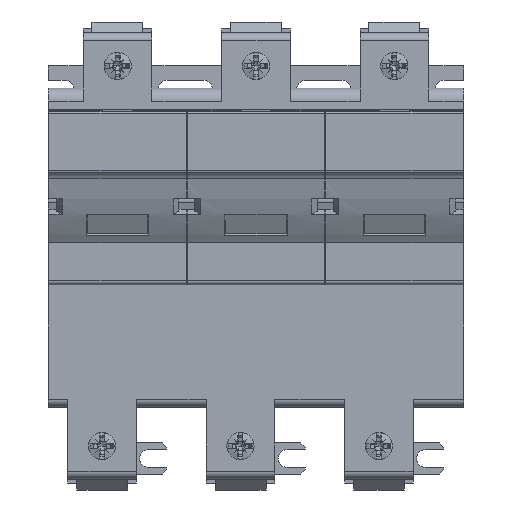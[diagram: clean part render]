
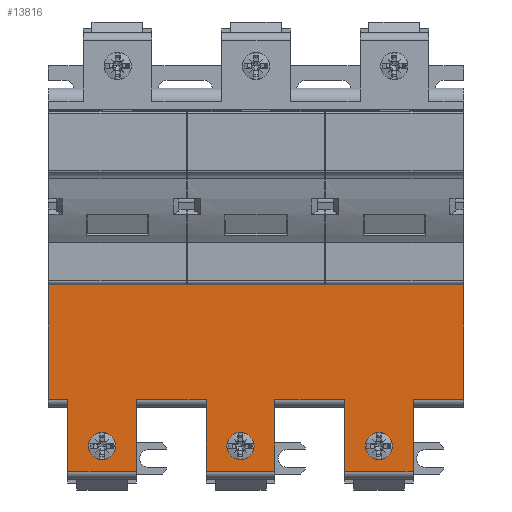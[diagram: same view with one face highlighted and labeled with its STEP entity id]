
A CAD part, front view. The second image highlights one B-rep face of the part: STEP entity #13816.
In plain terms, the highlighted planar face has unit normal (0, -1, 0).
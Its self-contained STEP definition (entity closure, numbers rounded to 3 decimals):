
#155=DIRECTION('',(0.,0.,1.));
#156=VECTOR('',#155,29.5);
#157=CARTESIAN_POINT('',(-106.8,-43.5,-69.7));
#158=LINE('',#157,#156);
#182=DIRECTION('',(0.,0.,-1.));
#183=VECTOR('',#182,18.5);
#184=CARTESIAN_POINT('',(-101.8,-43.5,-69.7));
#185=LINE('',#184,#183);
#191=DIRECTION('',(1.,0.,0.));
#192=VECTOR('',#191,13.);
#193=CARTESIAN_POINT('',(-13.,-43.5,-69.7));
#194=LINE('',#193,#192);
#195=DIRECTION('',(-1.,0.,0.));
#196=VECTOR('',#195,17.6);
#197=CARTESIAN_POINT('',(-13.,-43.5,-88.2));
#198=LINE('',#197,#196);
#199=DIRECTION('',(-1.,0.,0.));
#200=VECTOR('',#199,17.6);
#201=CARTESIAN_POINT('',(-48.6,-43.5,-88.2));
#202=LINE('',#201,#200);
#203=DIRECTION('',(-1.,0.,0.));
#204=VECTOR('',#203,17.6);
#205=CARTESIAN_POINT('',(-84.2,-43.5,-88.2));
#206=LINE('',#205,#204);
#207=DIRECTION('',(1.,0.,0.));
#208=VECTOR('',#207,5.);
#209=CARTESIAN_POINT('',(-106.8,-43.5,-69.7));
#210=LINE('',#209,#208);
#211=CARTESIAN_POINT('',(-21.8,-43.5,-81.7));
#212=DIRECTION('',(0.,-1.,0.));
#213=DIRECTION('',(0.,0.,1.));
#214=AXIS2_PLACEMENT_3D('',#211,#212,#213);
#216=CARTESIAN_POINT('',(-21.8,-43.5,-81.7));
#217=DIRECTION('',(0.,-1.,0.));
#218=DIRECTION('',(0.,0.,-1.));
#219=AXIS2_PLACEMENT_3D('',#216,#217,#218);
#221=CARTESIAN_POINT('',(-57.4,-43.5,-81.7));
#222=DIRECTION('',(0.,-1.,0.));
#223=DIRECTION('',(0.,0.,1.));
#224=AXIS2_PLACEMENT_3D('',#221,#222,#223);
#226=CARTESIAN_POINT('',(-57.4,-43.5,-81.7));
#227=DIRECTION('',(0.,-1.,0.));
#228=DIRECTION('',(0.,0.,-1.));
#229=AXIS2_PLACEMENT_3D('',#226,#227,#228);
#231=CARTESIAN_POINT('',(-93.,-43.5,-81.7));
#232=DIRECTION('',(0.,-1.,0.));
#233=DIRECTION('',(0.,0.,1.));
#234=AXIS2_PLACEMENT_3D('',#231,#232,#233);
#236=CARTESIAN_POINT('',(-93.,-43.5,-81.7));
#237=DIRECTION('',(0.,-1.,0.));
#238=DIRECTION('',(0.,0.,-1.));
#239=AXIS2_PLACEMENT_3D('',#236,#237,#238);
#245=DIRECTION('',(-1.,0.,0.));
#246=VECTOR('',#245,106.8);
#247=CARTESIAN_POINT('',(0.,-43.5,-40.2));
#248=LINE('',#247,#246);
#2398=DIRECTION('',(0.,0.,1.));
#2399=VECTOR('',#2398,18.5);
#2400=CARTESIAN_POINT('',(-48.6,-43.5,-88.2));
#2401=LINE('',#2400,#2399);
#2678=DIRECTION('',(0.,0.,-1.));
#2679=VECTOR('',#2678,18.5);
#2680=CARTESIAN_POINT('',(-66.2,-43.5,-69.7));
#2681=LINE('',#2680,#2679);
#2695=DIRECTION('',(1.,0.,0.));
#2696=VECTOR('',#2695,18.);
#2697=CARTESIAN_POINT('',(-84.2,-43.5,-69.7));
#2698=LINE('',#2697,#2696);
#2742=DIRECTION('',(0.,0.,1.));
#2743=VECTOR('',#2742,18.5);
#2744=CARTESIAN_POINT('',(-84.2,-43.5,-88.2));
#2745=LINE('',#2744,#2743);
#3064=DIRECTION('',(1.,0.,0.));
#3065=VECTOR('',#3064,18.);
#3066=CARTESIAN_POINT('',(-48.6,-43.5,-69.7));
#3067=LINE('',#3066,#3065);
#3089=DIRECTION('',(0.,0.,-1.));
#3090=VECTOR('',#3089,18.5);
#3091=CARTESIAN_POINT('',(-30.6,-43.5,-69.7));
#3092=LINE('',#3091,#3090);
#3127=DIRECTION('',(0.,0.,1.));
#3128=VECTOR('',#3127,18.5);
#3129=CARTESIAN_POINT('',(-13.,-43.5,-88.2));
#3130=LINE('',#3129,#3128);
#3152=DIRECTION('',(0.,0.,1.));
#3153=VECTOR('',#3152,29.5);
#3154=CARTESIAN_POINT('',(0.,-43.5,-69.7));
#3155=LINE('',#3154,#3153);
#10871=CARTESIAN_POINT('',(-106.8,-43.5,-40.2));
#10873=VERTEX_POINT('',#10871);
#10875=CARTESIAN_POINT('',(-93.,-43.5,-78.2));
#10876=CARTESIAN_POINT('',(-93.,-43.5,-85.2));
#10877=VERTEX_POINT('',#10875);
#10878=VERTEX_POINT('',#10876);
#11204=CARTESIAN_POINT('',(-101.8,-43.5,-88.2));
#11206=VERTEX_POINT('',#11204);
#11207=CARTESIAN_POINT('',(-84.2,-43.5,-88.2));
#11208=VERTEX_POINT('',#11207);
#11215=CARTESIAN_POINT('',(-106.8,-43.5,-69.7));
#11216=VERTEX_POINT('',#11215);
#11217=CARTESIAN_POINT('',(-101.8,-43.5,-69.7));
#11218=VERTEX_POINT('',#11217);
#11220=CARTESIAN_POINT('',(-84.2,-43.5,-69.7));
#11222=VERTEX_POINT('',#11220);
#11795=CARTESIAN_POINT('',(0.,-43.5,-40.2));
#11797=VERTEX_POINT('',#11795);
#11799=CARTESIAN_POINT('',(-21.8,-43.5,-78.2));
#11800=CARTESIAN_POINT('',(-21.8,-43.5,-85.2));
#11801=VERTEX_POINT('',#11799);
#11802=VERTEX_POINT('',#11800);
#12128=CARTESIAN_POINT('',(-30.6,-43.5,-88.2));
#12130=VERTEX_POINT('',#12128);
#12131=CARTESIAN_POINT('',(-13.,-43.5,-88.2));
#12132=VERTEX_POINT('',#12131);
#12135=CARTESIAN_POINT('',(0.,-43.5,-69.7));
#12137=VERTEX_POINT('',#12135);
#12141=CARTESIAN_POINT('',(-13.,-43.5,-69.7));
#12142=VERTEX_POINT('',#12141);
#12145=CARTESIAN_POINT('',(-30.6,-43.5,-69.7));
#12146=VERTEX_POINT('',#12145);
#12711=CARTESIAN_POINT('',(-57.4,-43.5,-78.2));
#12712=CARTESIAN_POINT('',(-57.4,-43.5,-85.2));
#12713=VERTEX_POINT('',#12711);
#12714=VERTEX_POINT('',#12712);
#12968=CARTESIAN_POINT('',(-66.2,-43.5,-88.2));
#12970=VERTEX_POINT('',#12968);
#12971=CARTESIAN_POINT('',(-48.6,-43.5,-88.2));
#12972=VERTEX_POINT('',#12971);
#12977=CARTESIAN_POINT('',(-66.2,-43.5,-69.7));
#12978=VERTEX_POINT('',#12977);
#12980=CARTESIAN_POINT('',(-48.6,-43.5,-69.7));
#12982=VERTEX_POINT('',#12980);
#13762=CARTESIAN_POINT('',(-71.2,-43.5,-40.2));
#13763=DIRECTION('',(0.,-1.,0.));
#13764=DIRECTION('',(0.,0.,-1.));
#13765=AXIS2_PLACEMENT_3D('',#13762,#13763,#13764);
#13766=PLANE('',#13765);
#13768=ORIENTED_EDGE('',*,*,#13767,.F.);
#13770=ORIENTED_EDGE('',*,*,#13769,.F.);
#13772=ORIENTED_EDGE('',*,*,#13771,.F.);
#13774=ORIENTED_EDGE('',*,*,#13773,.F.);
#13776=ORIENTED_EDGE('',*,*,#13775,.T.);
#13778=ORIENTED_EDGE('',*,*,#13777,.F.);
#13780=ORIENTED_EDGE('',*,*,#13779,.F.);
#13782=ORIENTED_EDGE('',*,*,#13781,.F.);
#13784=ORIENTED_EDGE('',*,*,#13783,.T.);
#13786=ORIENTED_EDGE('',*,*,#13785,.F.);
#13788=ORIENTED_EDGE('',*,*,#13787,.F.);
#13790=ORIENTED_EDGE('',*,*,#13789,.F.);
#13792=ORIENTED_EDGE('',*,*,#13791,.T.);
#13793=ORIENTED_EDGE('',*,*,#13747,.F.);
#13794=ORIENTED_EDGE('',*,*,#13719,.F.);
#13795=ORIENTED_EDGE('',*,*,#13700,.T.);
#13796=EDGE_LOOP('',(#13768,#13770,#13772,#13774,#13776,#13778,#13780,#13782,
#13784,#13786,#13788,#13790,#13792,#13793,#13794,#13795));
#13797=FACE_OUTER_BOUND('',#13796,.F.);
#13799=ORIENTED_EDGE('',*,*,#13798,.T.);
#13801=ORIENTED_EDGE('',*,*,#13800,.T.);
#13802=EDGE_LOOP('',(#13799,#13801));
#13803=FACE_BOUND('',#13802,.F.);
#13805=ORIENTED_EDGE('',*,*,#13804,.T.);
#13807=ORIENTED_EDGE('',*,*,#13806,.T.);
#13808=EDGE_LOOP('',(#13805,#13807));
#13809=FACE_BOUND('',#13808,.F.);
#13811=ORIENTED_EDGE('',*,*,#13810,.T.);
#13813=ORIENTED_EDGE('',*,*,#13812,.T.);
#13814=EDGE_LOOP('',(#13811,#13813));
#13815=FACE_BOUND('',#13814,.F.);
#13816=ADVANCED_FACE('',(#13797,#13803,#13809,#13815),#13766,.T.);
#215=CIRCLE('',#214,3.5);
#220=CIRCLE('',#219,3.5);
#225=CIRCLE('',#224,3.5);
#230=CIRCLE('',#229,3.5);
#235=CIRCLE('',#234,3.5);
#240=CIRCLE('',#239,3.5);
#13700=EDGE_CURVE('',#11216,#10873,#158,.T.);
#13719=EDGE_CURVE('',#11216,#11218,#210,.T.);
#13747=EDGE_CURVE('',#11218,#11206,#185,.T.);
#13767=EDGE_CURVE('',#11797,#10873,#248,.T.);
#13769=EDGE_CURVE('',#12137,#11797,#3155,.T.);
#13771=EDGE_CURVE('',#12142,#12137,#194,.T.);
#13773=EDGE_CURVE('',#12132,#12142,#3130,.T.);
#13775=EDGE_CURVE('',#12132,#12130,#198,.T.);
#13777=EDGE_CURVE('',#12146,#12130,#3092,.T.);
#13779=EDGE_CURVE('',#12982,#12146,#3067,.T.);
#13781=EDGE_CURVE('',#12972,#12982,#2401,.T.);
#13783=EDGE_CURVE('',#12972,#12970,#202,.T.);
#13785=EDGE_CURVE('',#12978,#12970,#2681,.T.);
#13787=EDGE_CURVE('',#11222,#12978,#2698,.T.);
#13789=EDGE_CURVE('',#11208,#11222,#2745,.T.);
#13791=EDGE_CURVE('',#11208,#11206,#206,.T.);
#13798=EDGE_CURVE('',#11801,#11802,#215,.T.);
#13800=EDGE_CURVE('',#11802,#11801,#220,.T.);
#13804=EDGE_CURVE('',#12713,#12714,#225,.T.);
#13806=EDGE_CURVE('',#12714,#12713,#230,.T.);
#13810=EDGE_CURVE('',#10877,#10878,#235,.T.);
#13812=EDGE_CURVE('',#10878,#10877,#240,.T.);
